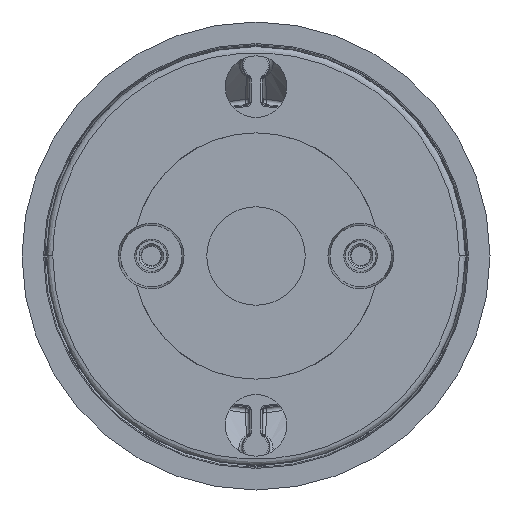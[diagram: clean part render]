
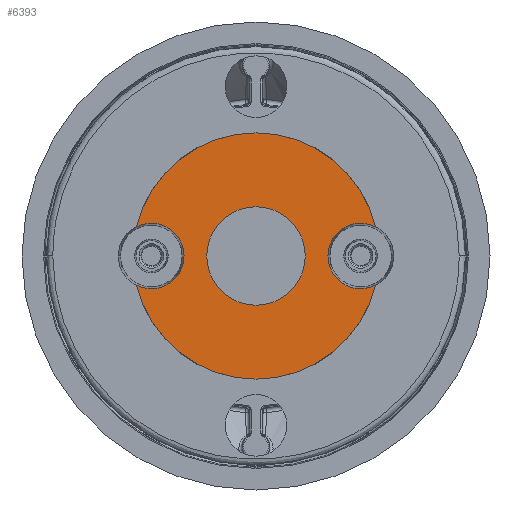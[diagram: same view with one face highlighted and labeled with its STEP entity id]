
A CAD part, front view. The second image highlights one B-rep face of the part: STEP entity #6393.
In plain terms, the highlighted planar face has unit normal (0, -1, 0).
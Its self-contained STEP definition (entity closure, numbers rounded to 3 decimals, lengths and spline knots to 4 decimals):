
#179 = DIRECTION ( 'NONE',  ( 0., 0., -1. ) ) ;
#204 = EDGE_CURVE ( 'NONE', #14163, #47462, #24383, .T. ) ;
#642 = DIRECTION ( 'NONE',  ( -1., 0., 0. ) ) ;
#1824 = ORIENTED_EDGE ( 'NONE', *, *, #24235, .T. ) ;
#1859 = DIRECTION ( 'NONE',  ( 0., 0., 1. ) ) ;
#3182 = CARTESIAN_POINT ( 'NONE',  ( 0., 0.0157, -1.2992 ) ) ;
#4141 = EDGE_CURVE ( 'NONE', #30529, #17675, #25152, .T. ) ;
#4977 = VERTEX_POINT ( 'NONE', #35628 ) ;
#6393 = ADVANCED_FACE ( 'NONE', ( #28300, #39569 ), #50812, .T. ) ;
#6535 = CARTESIAN_POINT ( 'NONE',  ( -0.7651, 0.0157, -1.4852 ) ) ;
#6958 = ORIENTED_EDGE ( 'NONE', *, *, #32982, .T. ) ;
#7409 = DIRECTION ( 'NONE',  ( 0., 0., 1. ) ) ;
#8226 = CARTESIAN_POINT ( 'NONE',  ( 0., 0.0157, -1.2992 ) ) ;
#11571 = ORIENTED_EDGE ( 'NONE', *, *, #40072, .T. ) ;
#12504 = DIRECTION ( 'NONE',  ( 0., 0., 1. ) ) ;
#12580 = CARTESIAN_POINT ( 'NONE',  ( 0.6693, 0.0157, -1.2992 ) ) ;
#12876 = CARTESIAN_POINT ( 'NONE',  ( -0.6693, 0.0157, -1.2992 ) ) ;
#13891 = AXIS2_PLACEMENT_3D ( 'NONE', #20929, #50498, #25159 ) ;
#14163 = VERTEX_POINT ( 'NONE', #18185 ) ;
#14831 = ORIENTED_EDGE ( 'NONE', *, *, #26150, .T. ) ;
#15455 = AXIS2_PLACEMENT_3D ( 'NONE', #52493, #27114, #1859 ) ;
#16790 = DIRECTION ( 'NONE',  ( -1., 0., 0. ) ) ;
#16969 = CARTESIAN_POINT ( 'NONE',  ( -0.315, 0.0157, -1.2992 ) ) ;
#16990 = CARTESIAN_POINT ( 'NONE',  ( 0., 0.0157, -1.2992 ) ) ;
#17112 = DIRECTION ( 'NONE',  ( -1., 0., 0. ) ) ;
#17675 = VERTEX_POINT ( 'NONE', #48296 ) ;
#17817 = EDGE_LOOP ( 'NONE', ( #14831, #26215 ) ) ;
#18185 = CARTESIAN_POINT ( 'NONE',  ( 0., 0.0157, -1.6142 ) ) ;
#20738 = AXIS2_PLACEMENT_3D ( 'NONE', #12876, #42450, #17112 ) ;
#20836 = CARTESIAN_POINT ( 'NONE',  ( 0.7651, 0.0157, -1.4852 ) ) ;
#20929 = CARTESIAN_POINT ( 'NONE',  ( -0.6693, 0.0157, -1.2992 ) ) ;
#21262 = DIRECTION ( 'NONE',  ( 0., 0., 1. ) ) ;
#21823 = CIRCLE ( 'NONE', #31369, 0.315 ) ;
#21836 = ORIENTED_EDGE ( 'NONE', *, *, #51997, .T. ) ;
#22840 = AXIS2_PLACEMENT_3D ( 'NONE', #12580, #42112, #16790 ) ;
#24235 = EDGE_CURVE ( 'NONE', #27891, #38913, #51680, .T. ) ;
#24383 = CIRCLE ( 'NONE', #27435, 0.315 ) ;
#24473 = DIRECTION ( 'NONE',  ( 0., 1., 0. ) ) ;
#24625 = EDGE_CURVE ( 'NONE', #17675, #33259, #53617, .T. ) ;
#25152 = CIRCLE ( 'NONE', #13891, 0.2093 ) ;
#25159 = DIRECTION ( 'NONE',  ( -1., 0., 0. ) ) ;
#25465 = DIRECTION ( 'NONE',  ( 0., -1., 0. ) ) ;
#25897 = DIRECTION ( 'NONE',  ( 0., 1., 0. ) ) ;
#25954 = AXIS2_PLACEMENT_3D ( 'NONE', #51262, #25897, #642 ) ;
#26150 = EDGE_CURVE ( 'NONE', #47462, #14163, #21823, .T. ) ;
#26215 = ORIENTED_EDGE ( 'NONE', *, *, #204, .T. ) ;
#27114 = DIRECTION ( 'NONE',  ( 0., -1., 0. ) ) ;
#27222 = CARTESIAN_POINT ( 'NONE',  ( 0.46, 0.0157, -1.2992 ) ) ;
#27336 = EDGE_CURVE ( 'NONE', #4977, #30529, #38910, .T. ) ;
#27435 = AXIS2_PLACEMENT_3D ( 'NONE', #16990, #46577, #21262 ) ;
#27460 = EDGE_LOOP ( 'NONE', ( #21836, #6958, #1824, #11571, #29098, #36791, #48528 ) ) ;
#27891 = VERTEX_POINT ( 'NONE', #27222 ) ;
#28300 = FACE_BOUND ( 'NONE', #17817, .T. ) ;
#28836 = AXIS2_PLACEMENT_3D ( 'NONE', #3182, #32722, #7409 ) ;
#29098 = ORIENTED_EDGE ( 'NONE', *, *, #27336, .T. ) ;
#30529 = VERTEX_POINT ( 'NONE', #38092 ) ;
#31369 = AXIS2_PLACEMENT_3D ( 'NONE', #49819, #24473, #54050 ) ;
#32722 = DIRECTION ( 'NONE',  ( 0., -1., 0. ) ) ;
#32982 = EDGE_CURVE ( 'NONE', #52763, #27891, #35934, .T. ) ;
#33259 = VERTEX_POINT ( 'NONE', #6535 ) ;
#35628 = CARTESIAN_POINT ( 'NONE',  ( 0., 0.0157, -0.5118 ) ) ;
#35934 = CIRCLE ( 'NONE', #25954, 0.2093 ) ;
#36760 = CIRCLE ( 'NONE', #15455, 0.7874 ) ;
#36791 = ORIENTED_EDGE ( 'NONE', *, *, #4141, .T. ) ;
#37774 = DIRECTION ( 'NONE',  ( 0., -1., 0. ) ) ;
#38092 = CARTESIAN_POINT ( 'NONE',  ( -0.7651, 0.0157, -1.1132 ) ) ;
#38910 = CIRCLE ( 'NONE', #28836, 0.7874 ) ;
#38913 = VERTEX_POINT ( 'NONE', #44681 ) ;
#39029 = AXIS2_PLACEMENT_3D ( 'NONE', #8226, #37774, #12504 ) ;
#39084 = CIRCLE ( 'NONE', #39029, 0.7874 ) ;
#39569 = FACE_OUTER_BOUND ( 'NONE', #27460, .T. ) ;
#40072 = EDGE_CURVE ( 'NONE', #38913, #4977, #39084, .T. ) ;
#42112 = DIRECTION ( 'NONE',  ( 0., 1., 0. ) ) ;
#42450 = DIRECTION ( 'NONE',  ( 0., 1., 0. ) ) ;
#44681 = CARTESIAN_POINT ( 'NONE',  ( 0.7651, 0.0157, -1.1132 ) ) ;
#46577 = DIRECTION ( 'NONE',  ( 0., 1., 0. ) ) ;
#47462 = VERTEX_POINT ( 'NONE', #53309 ) ;
#48296 = CARTESIAN_POINT ( 'NONE',  ( -0.46, 0.0157, -1.2992 ) ) ;
#48528 = ORIENTED_EDGE ( 'NONE', *, *, #24625, .T. ) ;
#49819 = CARTESIAN_POINT ( 'NONE',  ( 0., 0.0157, -1.2992 ) ) ;
#50498 = DIRECTION ( 'NONE',  ( 0., 1., 0. ) ) ;
#50812 = PLANE ( 'NONE',  #52554 ) ;
#51262 = CARTESIAN_POINT ( 'NONE',  ( 0.6693, 0.0157, -1.2992 ) ) ;
#51680 = CIRCLE ( 'NONE', #22840, 0.2093 ) ;
#51997 = EDGE_CURVE ( 'NONE', #33259, #52763, #36760, .T. ) ;
#52493 = CARTESIAN_POINT ( 'NONE',  ( 0., 0.0157, -1.2992 ) ) ;
#52554 = AXIS2_PLACEMENT_3D ( 'NONE', #16969, #25465, #179 ) ;
#52763 = VERTEX_POINT ( 'NONE', #20836 ) ;
#53309 = CARTESIAN_POINT ( 'NONE',  ( 0., 0.0157, -0.9843 ) ) ;
#53617 = CIRCLE ( 'NONE', #20738, 0.2093 ) ;
#54050 = DIRECTION ( 'NONE',  ( 0., 0., 1. ) ) ;
